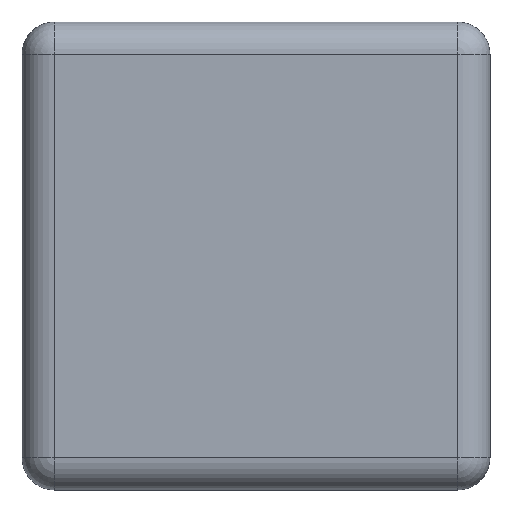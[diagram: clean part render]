
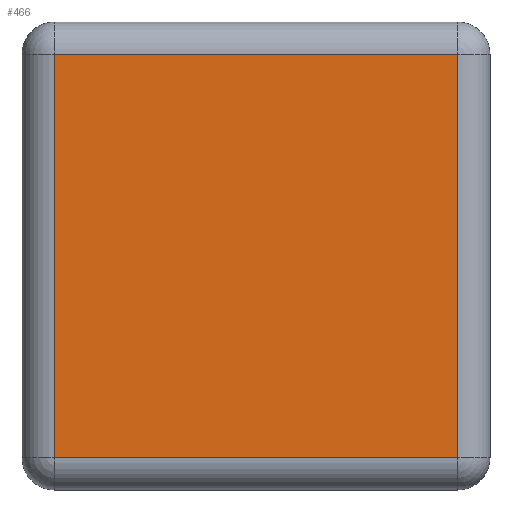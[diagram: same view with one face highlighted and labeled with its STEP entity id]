
A CAD part, front view. The second image highlights one B-rep face of the part: STEP entity #466.
In plain terms, the highlighted planar face has unit normal (0, -1, 0).
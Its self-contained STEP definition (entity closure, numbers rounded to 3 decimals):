
#4 = VERTEX_POINT ( 'NONE', #322 ) ;
#31 = VECTOR ( 'NONE', #257, 1000. ) ;
#37 = DIRECTION ( 'NONE',  ( 1., 0., 0. ) ) ;
#38 = VERTEX_POINT ( 'NONE', #456 ) ;
#51 = DIRECTION ( 'NONE',  ( 0., -1., 0. ) ) ;
#74 = ORIENTED_EDGE ( 'NONE', *, *, #492, .T. ) ;
#79 = LINE ( 'NONE', #127, #241 ) ;
#82 = VECTOR ( 'NONE', #37, 1000. ) ;
#106 = PLANE ( 'NONE',  #753 ) ;
#127 = CARTESIAN_POINT ( 'NONE',  ( -3.625, 0., 3.125 ) ) ;
#139 = CARTESIAN_POINT ( 'NONE',  ( -3.125, 0., -3.625 ) ) ;
#241 = VECTOR ( 'NONE', #247, 1000. ) ;
#247 = DIRECTION ( 'NONE',  ( -1., 0., 0. ) ) ;
#257 = DIRECTION ( 'NONE',  ( 0., 0., -1. ) ) ;
#269 = EDGE_CURVE ( 'NONE', #4, #276, #79, .T. ) ;
#276 = VERTEX_POINT ( 'NONE', #496 ) ;
#287 = DIRECTION ( 'NONE',  ( 0., 0., 1. ) ) ;
#318 = ORIENTED_EDGE ( 'NONE', *, *, #269, .T. ) ;
#322 = CARTESIAN_POINT ( 'NONE',  ( 3.125, 0., 3.125 ) ) ;
#353 = CARTESIAN_POINT ( 'NONE',  ( 0., 0., 0. ) ) ;
#373 = ORIENTED_EDGE ( 'NONE', *, *, #381, .T. ) ;
#381 = EDGE_CURVE ( 'NONE', #38, #387, #511, .T. ) ;
#387 = VERTEX_POINT ( 'NONE', #577 ) ;
#420 = ORIENTED_EDGE ( 'NONE', *, *, #677, .T. ) ;
#456 = CARTESIAN_POINT ( 'NONE',  ( -3.125, 0., -3.125 ) ) ;
#466 = ADVANCED_FACE ( 'NONE', ( #472 ), #106, .T. ) ;
#472 = FACE_OUTER_BOUND ( 'NONE', #642, .T. ) ;
#492 = EDGE_CURVE ( 'NONE', #387, #4, #535, .T. ) ;
#496 = CARTESIAN_POINT ( 'NONE',  ( -3.125, 0., 3.125 ) ) ;
#511 = LINE ( 'NONE', #627, #82 ) ;
#513 = VECTOR ( 'NONE', #287, 1000. ) ;
#535 = LINE ( 'NONE', #598, #513 ) ;
#577 = CARTESIAN_POINT ( 'NONE',  ( 3.125, 0., -3.125 ) ) ;
#598 = CARTESIAN_POINT ( 'NONE',  ( 3.125, 0., 3.625 ) ) ;
#617 = LINE ( 'NONE', #139, #31 ) ;
#627 = CARTESIAN_POINT ( 'NONE',  ( 3.625, 0., -3.125 ) ) ;
#642 = EDGE_LOOP ( 'NONE', ( #420, #373, #74, #318 ) ) ;
#677 = EDGE_CURVE ( 'NONE', #276, #38, #617, .T. ) ;
#705 = DIRECTION ( 'NONE',  ( 0., 0., -1. ) ) ;
#753 = AXIS2_PLACEMENT_3D ( 'NONE', #353, #51, #705 ) ;
